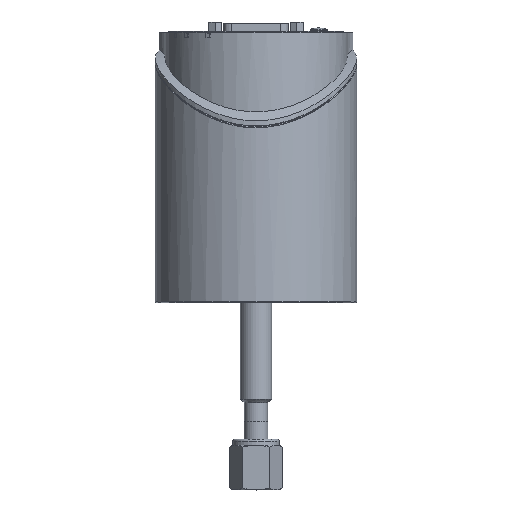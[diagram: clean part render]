
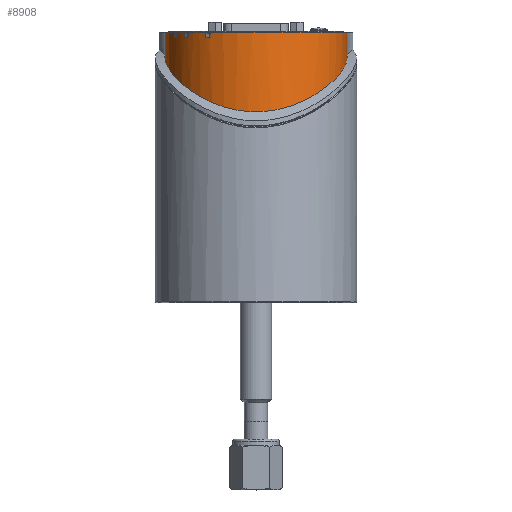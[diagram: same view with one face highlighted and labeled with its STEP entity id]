
A CAD part, top view. The second image highlights one B-rep face of the part: STEP entity #8908.
In plain terms, the highlighted cylindrical face has radius 37 mm (diameter 74 mm), a partial arc.
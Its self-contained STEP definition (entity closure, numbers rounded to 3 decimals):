
#89=B_SPLINE_CURVE_WITH_KNOTS('',3,(#16268,#16269,#16270,#16271,#16272,
#16273,#16274,#16275,#16276,#16277,#16278,#16279,#16280,#16281,#16282,#16283,
#16284,#16285,#16286,#16287,#16288,#16289,#16290,#16291,#16292,#16293,#16294,
#16295,#16296,#16297,#16298,#16299,#16300,#16301),.UNSPECIFIED.,.F.,.F.,
(4,2,2,2,2,2,2,2,2,2,2,2,2,2,2,2,4),(-17.683,-16.89,
-16.097,-15.304,-14.511,-13.801,-13.09,
-12.38,-11.67,-10.959,-10.249,
-9.538,-8.828,-8.035,-7.242,-6.449,
-5.656),.UNSPECIFIED.);
#840=FACE_OUTER_BOUND('',#1366,.T.);
#1366=EDGE_LOOP('',(#6541,#6542,#6543,#6544,#6545,#6546,#6547,#6548,#6549,
#6550,#6551,#6552,#6553,#6554,#6555,#6556));
#1995=LINE('',#16238,#2681);
#1999=LINE('',#16246,#2685);
#2006=LINE('',#16259,#2692);
#2007=LINE('',#16262,#2693);
#2008=LINE('',#16266,#2694);
#2009=LINE('',#16303,#2695);
#2010=LINE('',#16306,#2696);
#2011=LINE('',#16310,#2697);
#2681=VECTOR('',#11286,10.);
#2685=VECTOR('',#11292,10.);
#2692=VECTOR('',#11301,10.);
#2693=VECTOR('',#11304,10.);
#2694=VECTOR('',#11307,10.486);
#2695=VECTOR('',#11308,10.486);
#2696=VECTOR('',#11311,10.);
#2697=VECTOR('',#11316,10.);
#3228=CIRCLE('',#9613,37.);
#3230=CIRCLE('',#9617,37.);
#3232=CIRCLE('',#9621,37.);
#3238=CIRCLE('',#9643,37.);
#3239=CIRCLE('',#9644,37.);
#3240=CIRCLE('',#9645,37.);
#3241=CIRCLE('',#9646,37.);
#3771=VERTEX_POINT('',#16098);
#3777=VERTEX_POINT('',#16110);
#3785=VERTEX_POINT('',#16127);
#3791=VERTEX_POINT('',#16139);
#3799=VERTEX_POINT('',#16156);
#3805=VERTEX_POINT('',#16168);
#3833=VERTEX_POINT('',#16237);
#3836=VERTEX_POINT('',#16245);
#3841=VERTEX_POINT('',#16257);
#3842=VERTEX_POINT('',#16261);
#3843=VERTEX_POINT('',#16263);
#3844=VERTEX_POINT('',#16265);
#3845=VERTEX_POINT('',#16267);
#3846=VERTEX_POINT('',#16302);
#3847=VERTEX_POINT('',#16305);
#3848=VERTEX_POINT('',#16308);
#4760=EDGE_CURVE('',#3771,#3777,#3228,.T.);
#4774=EDGE_CURVE('',#3785,#3791,#3230,.T.);
#4788=EDGE_CURVE('',#3799,#3805,#3232,.T.);
#4818=EDGE_CURVE('',#3833,#3799,#1995,.F.);
#4822=EDGE_CURVE('',#3836,#3785,#1999,.F.);
#4829=EDGE_CURVE('',#3791,#3841,#2006,.T.);
#4830=EDGE_CURVE('',#3777,#3842,#2007,.T.);
#4831=EDGE_CURVE('',#3842,#3843,#3238,.T.);
#4832=EDGE_CURVE('',#3843,#3844,#2008,.T.);
#4833=EDGE_CURVE('',#3844,#3845,#89,.T.);
#4834=EDGE_CURVE('',#3846,#3845,#2009,.T.);
#4835=EDGE_CURVE('',#3846,#3833,#3239,.T.);
#4836=EDGE_CURVE('',#3805,#3847,#2010,.T.);
#4837=EDGE_CURVE('',#3847,#3836,#3240,.T.);
#4838=EDGE_CURVE('',#3841,#3848,#3241,.T.);
#4839=EDGE_CURVE('',#3848,#3771,#2011,.F.);
#6541=ORIENTED_EDGE('',*,*,#4760,.T.);
#6542=ORIENTED_EDGE('',*,*,#4830,.T.);
#6543=ORIENTED_EDGE('',*,*,#4831,.T.);
#6544=ORIENTED_EDGE('',*,*,#4832,.T.);
#6545=ORIENTED_EDGE('',*,*,#4833,.T.);
#6546=ORIENTED_EDGE('',*,*,#4834,.F.);
#6547=ORIENTED_EDGE('',*,*,#4835,.T.);
#6548=ORIENTED_EDGE('',*,*,#4818,.T.);
#6549=ORIENTED_EDGE('',*,*,#4788,.T.);
#6550=ORIENTED_EDGE('',*,*,#4836,.T.);
#6551=ORIENTED_EDGE('',*,*,#4837,.T.);
#6552=ORIENTED_EDGE('',*,*,#4822,.T.);
#6553=ORIENTED_EDGE('',*,*,#4774,.T.);
#6554=ORIENTED_EDGE('',*,*,#4829,.T.);
#6555=ORIENTED_EDGE('',*,*,#4838,.T.);
#6556=ORIENTED_EDGE('',*,*,#4839,.T.);
#8093=CYLINDRICAL_SURFACE('',#9642,37.);
#8908=ADVANCED_FACE('',(#840),#8093,.T.);
#9613=AXIS2_PLACEMENT_3D('',#16112,#11189,#11190);
#9617=AXIS2_PLACEMENT_3D('',#16141,#11208,#11209);
#9621=AXIS2_PLACEMENT_3D('',#16170,#11227,#11228);
#9642=AXIS2_PLACEMENT_3D('',#16260,#11302,#11303);
#9643=AXIS2_PLACEMENT_3D('',#16264,#11305,#11306);
#9644=AXIS2_PLACEMENT_3D('',#16304,#11309,#11310);
#9645=AXIS2_PLACEMENT_3D('',#16307,#11312,#11313);
#9646=AXIS2_PLACEMENT_3D('',#16309,#11314,#11315);
#11189=DIRECTION('center_axis',(0.,-1.,0.));
#11190=DIRECTION('ref_axis',(0.992,0.,-0.123));
#11208=DIRECTION('center_axis',(0.,-1.,0.));
#11209=DIRECTION('ref_axis',(0.992,0.,-0.123));
#11227=DIRECTION('center_axis',(0.,-1.,0.));
#11228=DIRECTION('ref_axis',(0.992,0.,-0.123));
#11286=DIRECTION('',(0.008,1.,0.004));
#11292=DIRECTION('',(0.006,1.,0.007));
#11301=DIRECTION('',(-0.005,1.,-0.007));
#11302=DIRECTION('center_axis',(0.,-1.,0.));
#11303=DIRECTION('ref_axis',(1.,0.,0.));
#11304=DIRECTION('',(-0.004,1.,-0.008));
#11305=DIRECTION('center_axis',(0.,-1.,0.));
#11306=DIRECTION('ref_axis',(1.,0.,0.));
#11307=DIRECTION('',(0.,-1.,0.));
#11308=DIRECTION('',(0.,-1.,0.));
#11309=DIRECTION('center_axis',(0.,-1.,0.));
#11310=DIRECTION('ref_axis',(1.,0.,0.));
#11311=DIRECTION('',(-0.007,1.,-0.005));
#11312=DIRECTION('center_axis',(0.,-1.,0.));
#11313=DIRECTION('ref_axis',(1.,0.,0.));
#11314=DIRECTION('center_axis',(0.,-1.,0.));
#11315=DIRECTION('ref_axis',(1.,0.,0.));
#11316=DIRECTION('',(0.004,1.,0.008));
#16098=CARTESIAN_POINT('',(-32.174,39.,18.271));
#16110=CARTESIAN_POINT('',(-33.139,39.,16.457));
#16112=CARTESIAN_POINT('Origin',(0.,39.,0.));
#16127=CARTESIAN_POINT('',(-27.673,39.,24.561));
#16139=CARTESIAN_POINT('',(-28.993,39.,22.987));
#16141=CARTESIAN_POINT('Origin',(0.,39.,0.));
#16156=CARTESIAN_POINT('',(-18.728,39.,31.91));
#16168=CARTESIAN_POINT('',(-20.47,39.,30.821));
#16170=CARTESIAN_POINT('Origin',(0.,39.,0.));
#16237=CARTESIAN_POINT('',(-18.713,41.,31.919));
#16238=CARTESIAN_POINT('',(-18.728,39.,31.91));
#16245=CARTESIAN_POINT('',(-27.661,41.,24.574));
#16246=CARTESIAN_POINT('',(-27.673,39.,24.561));
#16257=CARTESIAN_POINT('',(-29.004,41.,22.974));
#16259=CARTESIAN_POINT('',(-28.993,39.,22.987));
#16260=CARTESIAN_POINT('Origin',(0.,41.,0.));
#16261=CARTESIAN_POINT('',(-33.146,41.,16.441));
#16262=CARTESIAN_POINT('',(-33.139,39.,16.457));
#16263=CARTESIAN_POINT('',(-37.,41.,0.));
#16264=CARTESIAN_POINT('Origin',(0.,41.,0.));
#16265=CARTESIAN_POINT('',(-37.,30.514,0.));
#16266=CARTESIAN_POINT('',(-37.,41.,0.));
#16267=CARTESIAN_POINT('',(37.,30.514,0.));
#16268=CARTESIAN_POINT('Ctrl Pts',(-37.,30.514,0.));
#16269=CARTESIAN_POINT('Ctrl Pts',(-37.,29.603,2.481));
#16270=CARTESIAN_POINT('Ctrl Pts',(-36.747,28.579,5.01));
#16271=CARTESIAN_POINT('Ctrl Pts',(-35.719,26.361,9.98));
#16272=CARTESIAN_POINT('Ctrl Pts',(-34.944,25.168,12.421));
#16273=CARTESIAN_POINT('Ctrl Pts',(-32.927,22.706,17.065));
#16274=CARTESIAN_POINT('Ctrl Pts',(-31.683,21.436,19.27));
#16275=CARTESIAN_POINT('Ctrl Pts',(-28.824,18.941,23.331));
#16276=CARTESIAN_POINT('Ctrl Pts',(-27.208,17.715,25.187));
#16277=CARTESIAN_POINT('Ctrl Pts',(-23.93,15.555,28.301));
#16278=CARTESIAN_POINT('Ctrl Pts',(-22.177,14.53,29.706));
#16279=CARTESIAN_POINT('Ctrl Pts',(-18.336,12.621,32.219));
#16280=CARTESIAN_POINT('Ctrl Pts',(-16.246,11.74,33.328));
#16281=CARTESIAN_POINT('Ctrl Pts',(-11.839,10.264,35.136));
#16282=CARTESIAN_POINT('Ctrl Pts',(-9.516,9.671,35.837));
#16283=CARTESIAN_POINT('Ctrl Pts',(-4.781,8.874,36.769));
#16284=CARTESIAN_POINT('Ctrl Pts',(-2.368,8.672,37.));
#16285=CARTESIAN_POINT('Ctrl Pts',(2.368,8.672,37.));
#16286=CARTESIAN_POINT('Ctrl Pts',(4.781,8.874,36.769));
#16287=CARTESIAN_POINT('Ctrl Pts',(9.516,9.671,35.837));
#16288=CARTESIAN_POINT('Ctrl Pts',(11.839,10.264,35.136));
#16289=CARTESIAN_POINT('Ctrl Pts',(16.246,11.74,33.328));
#16290=CARTESIAN_POINT('Ctrl Pts',(18.336,12.621,32.219));
#16291=CARTESIAN_POINT('Ctrl Pts',(22.177,14.53,29.706));
#16292=CARTESIAN_POINT('Ctrl Pts',(23.93,15.555,28.301));
#16293=CARTESIAN_POINT('Ctrl Pts',(27.208,17.715,25.187));
#16294=CARTESIAN_POINT('Ctrl Pts',(28.824,18.941,23.331));
#16295=CARTESIAN_POINT('Ctrl Pts',(31.683,21.436,19.27));
#16296=CARTESIAN_POINT('Ctrl Pts',(32.927,22.706,17.065));
#16297=CARTESIAN_POINT('Ctrl Pts',(34.944,25.168,12.421));
#16298=CARTESIAN_POINT('Ctrl Pts',(35.719,26.361,9.98));
#16299=CARTESIAN_POINT('Ctrl Pts',(36.747,28.579,5.01));
#16300=CARTESIAN_POINT('Ctrl Pts',(37.,29.603,2.481));
#16301=CARTESIAN_POINT('Ctrl Pts',(37.,30.514,0.));
#16302=CARTESIAN_POINT('',(37.,41.,0.));
#16303=CARTESIAN_POINT('',(37.,41.,0.));
#16304=CARTESIAN_POINT('Origin',(0.,41.,0.));
#16305=CARTESIAN_POINT('',(-20.485,41.,30.812));
#16306=CARTESIAN_POINT('',(-20.47,39.,30.821));
#16307=CARTESIAN_POINT('Origin',(0.,41.,0.));
#16308=CARTESIAN_POINT('',(-32.166,41.,18.286));
#16309=CARTESIAN_POINT('Origin',(0.,41.,0.));
#16310=CARTESIAN_POINT('',(-32.174,39.,18.271));
